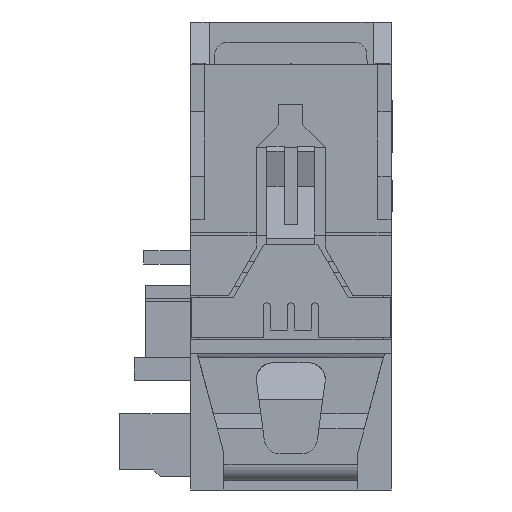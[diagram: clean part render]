
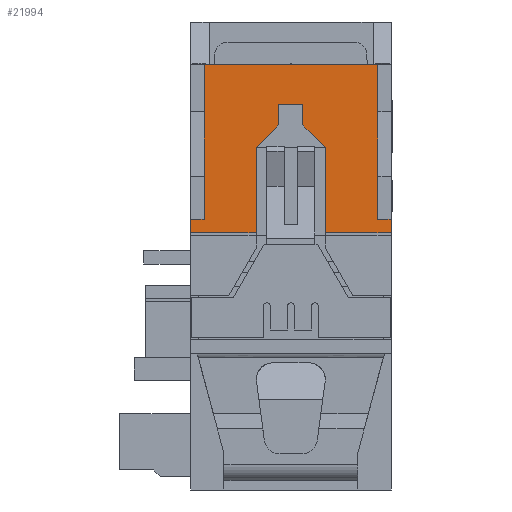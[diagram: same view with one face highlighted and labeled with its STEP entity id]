
A CAD part, front view. The second image highlights one B-rep face of the part: STEP entity #21994.
In plain terms, the highlighted planar face has unit normal (0, -1, 0).
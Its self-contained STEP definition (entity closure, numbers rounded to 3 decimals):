
#21994=ADVANCED_FACE('',(#27468),#24863,.T.);
#24863=PLANE('',#78587);
#27468=FACE_OUTER_BOUND('',#30557,.T.);
#30557=EDGE_LOOP('',(#37430,#37431,#37432,#37433,#37434,#37435,#37436,#37437,
#37438,#37439,#37440,#37441,#37442,#37443,#37444,#37445));
#37430=ORIENTED_EDGE('',*,*,#56182,.F.);
#37431=ORIENTED_EDGE('',*,*,#56183,.F.);
#37432=ORIENTED_EDGE('',*,*,#56184,.F.);
#37433=ORIENTED_EDGE('',*,*,#56185,.F.);
#37434=ORIENTED_EDGE('',*,*,#56186,.F.);
#37435=ORIENTED_EDGE('',*,*,#56187,.F.);
#37436=ORIENTED_EDGE('',*,*,#56188,.F.);
#37437=ORIENTED_EDGE('',*,*,#56189,.T.);
#37438=ORIENTED_EDGE('',*,*,#55504,.F.);
#37439=ORIENTED_EDGE('',*,*,#56190,.F.);
#37440=ORIENTED_EDGE('',*,*,#56191,.T.);
#37441=ORIENTED_EDGE('',*,*,#55958,.F.);
#37442=ORIENTED_EDGE('',*,*,#56181,.F.);
#37443=ORIENTED_EDGE('',*,*,#56192,.T.);
#37444=ORIENTED_EDGE('',*,*,#56193,.T.);
#37445=ORIENTED_EDGE('',*,*,#55888,.T.);
#49749=VERTEX_POINT('',#105485);
#49750=VERTEX_POINT('',#105487);
#50128=VERTEX_POINT('',#106310);
#50130=VERTEX_POINT('',#106313);
#50171=VERTEX_POINT('',#106451);
#50172=VERTEX_POINT('',#106453);
#50391=VERTEX_POINT('',#107471);
#50392=VERTEX_POINT('',#107475);
#50393=VERTEX_POINT('',#107477);
#50394=VERTEX_POINT('',#107479);
#50395=VERTEX_POINT('',#107481);
#50396=VERTEX_POINT('',#107483);
#50397=VERTEX_POINT('',#107485);
#50398=VERTEX_POINT('',#107487);
#50399=VERTEX_POINT('',#107490);
#50400=VERTEX_POINT('',#107493);
#55504=EDGE_CURVE('',#49749,#49750,#62776,.T.);
#55888=EDGE_CURVE('',#50130,#50128,#63145,.T.);
#55958=EDGE_CURVE('',#50171,#50172,#63215,.T.);
#56181=EDGE_CURVE('',#50391,#50171,#63393,.T.);
#56182=EDGE_CURVE('',#50392,#50128,#63394,.T.);
#56183=EDGE_CURVE('',#50393,#50392,#63395,.T.);
#56184=EDGE_CURVE('',#50394,#50393,#63396,.T.);
#56185=EDGE_CURVE('',#50395,#50394,#63397,.T.);
#56186=EDGE_CURVE('',#50396,#50395,#63398,.T.);
#56187=EDGE_CURVE('',#50397,#50396,#63399,.T.);
#56188=EDGE_CURVE('',#50398,#50397,#63400,.T.);
#56189=EDGE_CURVE('',#50398,#49750,#63401,.T.);
#56190=EDGE_CURVE('',#50399,#49749,#63402,.T.);
#56191=EDGE_CURVE('',#50399,#50172,#63403,.T.);
#56192=EDGE_CURVE('',#50391,#50400,#63404,.T.);
#56193=EDGE_CURVE('',#50400,#50130,#63405,.T.);
#62776=LINE('',#105486,#69445);
#63145=LINE('',#106312,#69814);
#63215=LINE('',#106452,#69884);
#63393=LINE('',#107472,#70062);
#63394=LINE('',#107474,#70063);
#63395=LINE('',#107476,#70064);
#63396=LINE('',#107478,#70065);
#63397=LINE('',#107480,#70066);
#63398=LINE('',#107482,#70067);
#63399=LINE('',#107484,#70068);
#63400=LINE('',#107486,#70069);
#63401=LINE('',#107488,#70070);
#63402=LINE('',#107489,#70071);
#63403=LINE('',#107491,#70072);
#63404=LINE('',#107492,#70073);
#63405=LINE('',#107494,#70074);
#69445=VECTOR('',#84082,1.);
#69814=VECTOR('',#84517,1.);
#69884=VECTOR('',#84643,1.);
#70062=VECTOR('',#84877,1.);
#70063=VECTOR('',#84880,1.);
#70064=VECTOR('',#84881,1.);
#70065=VECTOR('',#84882,1.);
#70066=VECTOR('',#84883,1.);
#70067=VECTOR('',#84884,1.);
#70068=VECTOR('',#84885,1.);
#70069=VECTOR('',#84886,1.);
#70070=VECTOR('',#84887,1.);
#70071=VECTOR('',#84888,1.);
#70072=VECTOR('',#84889,1.);
#70073=VECTOR('',#84890,1.);
#70074=VECTOR('',#84891,1.);
#78587=AXIS2_PLACEMENT_3D('',#107495,#84892,#84893);
#84082=DIRECTION('',(0.,0.,-1.));
#84517=DIRECTION('',(1.,0.,0.));
#84643=DIRECTION('',(1.,0.,0.));
#84877=DIRECTION('',(0.,0.,1.));
#84880=DIRECTION('',(0.,0.,-1.));
#84881=DIRECTION('',(-0.707,0.,-0.707));
#84882=DIRECTION('',(0.,0.,-1.));
#84883=DIRECTION('',(-1.,0.,0.));
#84884=DIRECTION('',(0.,0.,1.));
#84885=DIRECTION('',(-0.707,0.,0.707));
#84886=DIRECTION('',(0.,0.,1.));
#84887=DIRECTION('',(1.,0.,0.));
#84888=DIRECTION('',(1.,0.,0.));
#84889=DIRECTION('',(0.,0.,1.));
#84890=DIRECTION('',(-1.,0.,0.));
#84891=DIRECTION('',(0.,0.,-1.));
#84892=DIRECTION('',(0.,-1.,0.));
#84893=DIRECTION('',(0.,0.,-1.));
#105485=CARTESIAN_POINT('',(-6.9,-74.5,13.25));
#105486=CARTESIAN_POINT('',(-6.9,-74.5,24.8));
#105487=CARTESIAN_POINT('',(-6.9,-74.5,12.25));
#106310=CARTESIAN_POINT('',(-17.,-74.5,12.25));
#106312=CARTESIAN_POINT('',(-21.9,-74.5,12.25));
#106313=CARTESIAN_POINT('',(-21.9,-74.5,12.25));
#106451=CARTESIAN_POINT('',(-20.883,-74.5,24.8));
#106452=CARTESIAN_POINT('',(-21.9,-74.5,24.8));
#106453=CARTESIAN_POINT('',(-7.917,-74.5,24.8));
#107471=CARTESIAN_POINT('',(-20.883,-74.5,13.25));
#107472=CARTESIAN_POINT('',(-20.883,-74.5,13.25));
#107474=CARTESIAN_POINT('',(-17.,-74.5,18.6));
#107475=CARTESIAN_POINT('',(-17.,-74.5,18.6));
#107476=CARTESIAN_POINT('',(-15.3,-74.5,20.3));
#107477=CARTESIAN_POINT('',(-15.3,-74.5,20.3));
#107478=CARTESIAN_POINT('',(-15.3,-74.5,21.8));
#107479=CARTESIAN_POINT('',(-15.3,-74.5,21.8));
#107480=CARTESIAN_POINT('',(-13.5,-74.5,21.8));
#107481=CARTESIAN_POINT('',(-13.5,-74.5,21.8));
#107482=CARTESIAN_POINT('',(-13.5,-74.5,20.3));
#107483=CARTESIAN_POINT('',(-13.5,-74.5,20.3));
#107484=CARTESIAN_POINT('',(-11.8,-74.5,18.6));
#107485=CARTESIAN_POINT('',(-11.8,-74.5,18.6));
#107486=CARTESIAN_POINT('',(-11.8,-74.5,12.05));
#107487=CARTESIAN_POINT('',(-11.8,-74.5,12.25));
#107488=CARTESIAN_POINT('',(-21.9,-74.5,12.25));
#107489=CARTESIAN_POINT('',(-7.917,-74.5,13.25));
#107490=CARTESIAN_POINT('',(-7.917,-74.5,13.25));
#107491=CARTESIAN_POINT('',(-7.917,-74.5,13.25));
#107492=CARTESIAN_POINT('',(-20.883,-74.5,13.25));
#107493=CARTESIAN_POINT('',(-21.9,-74.5,13.25));
#107494=CARTESIAN_POINT('',(-21.9,-74.5,24.8));
#107495=CARTESIAN_POINT('',(-21.9,-74.5,24.8));
